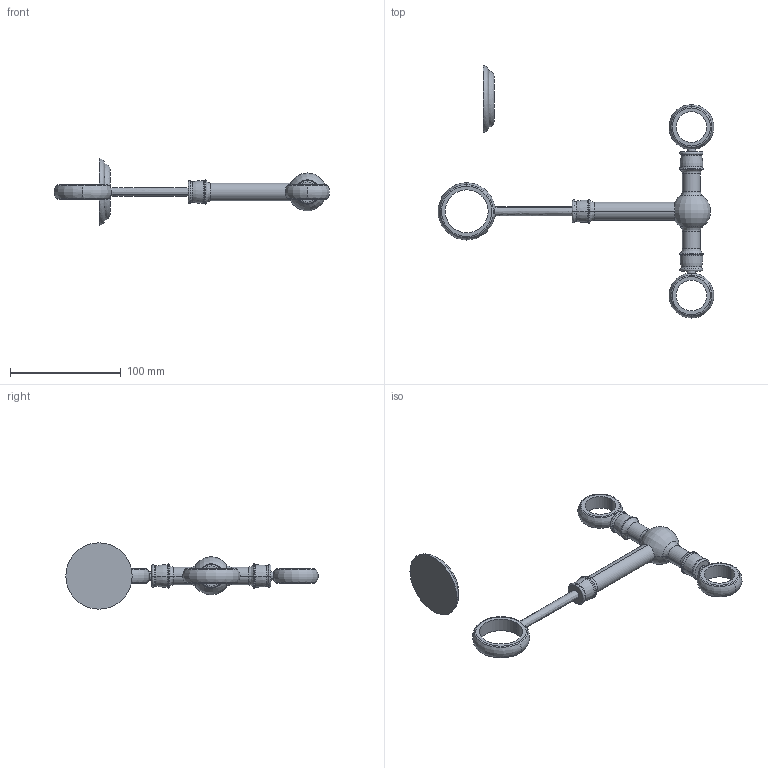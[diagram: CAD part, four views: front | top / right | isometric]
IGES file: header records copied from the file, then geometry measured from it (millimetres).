
Start section:  PTC IGES file: 2-734.igs
Global section: file name: 2-734.igs; native system: Creo Parametric by PTC Inc.; preprocessor: 2023134; author: SwamiS; organization: Unknown; date: 20250422.005255; units: inch
Bounding box: 248.97 x 228.22 x 59.94 mm (x, y, z)
Surface area: 43548.3 mm2 (no closed solid volume)
Topology: 0 solids, 0 shells, 120 faces, 532 edges, 530 vertices
Faces by surface type: revolution 94, bspline 26
